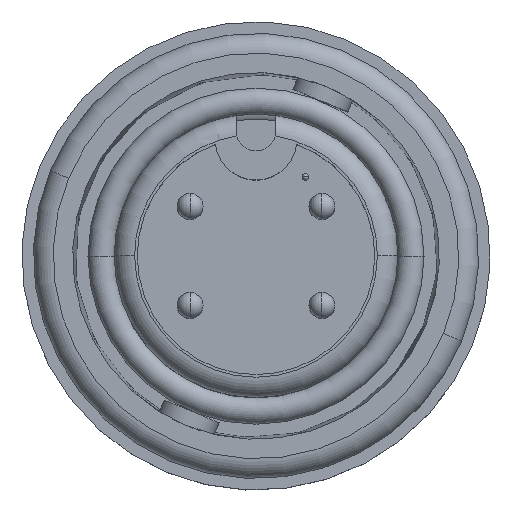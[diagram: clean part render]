
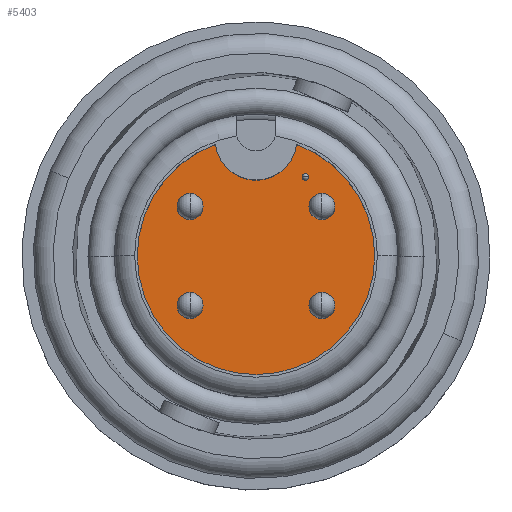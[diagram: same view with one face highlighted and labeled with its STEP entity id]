
A CAD part, top view. The second image highlights one B-rep face of the part: STEP entity #5403.
In plain terms, the highlighted planar face has unit normal (0, 0, 1).
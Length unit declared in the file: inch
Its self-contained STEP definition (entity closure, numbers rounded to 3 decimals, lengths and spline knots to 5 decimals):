
#368 = PLANE ( 'NONE',  #21126 ) ;
#369 = CARTESIAN_POINT ( 'NONE',  ( 0., 0.0945, 0.062 ) ) ;
#370 = DIRECTION ( 'NONE',  ( 0., 0., 1. ) ) ;
#371 = DIRECTION ( 'NONE',  ( 1., 0., 0. ) ) ;
#840 = CARTESIAN_POINT ( 'NONE',  ( -0.0615, 0.16917, 0.062 ) ) ;
#1568 = CARTESIAN_POINT ( 'NONE',  ( 0.1, -0.075, 0.062 ) ) ;
#1569 = DIRECTION ( 'NONE',  ( 0., 0., 1. ) ) ;
#1570 = DIRECTION ( 'NONE',  ( 1., 0., 0. ) ) ;
#1571 = CARTESIAN_POINT ( 'NONE',  ( 0.1, 0.075, 0.062 ) ) ;
#1572 = DIRECTION ( 'NONE',  ( 0., 0., 1. ) ) ;
#1573 = DIRECTION ( 'NONE',  ( 1., 0., 0. ) ) ;
#1574 = CARTESIAN_POINT ( 'NONE',  ( 0.075, 0.12, 0.062 ) ) ;
#1575 = DIRECTION ( 'NONE',  ( 0., 0., -1. ) ) ;
#1576 = DIRECTION ( 'NONE',  ( 1., 0., 0. ) ) ;
#1577 = CARTESIAN_POINT ( 'NONE',  ( -0.1, 0.075, 0.062 ) ) ;
#1578 = DIRECTION ( 'NONE',  ( 0., 0., 1. ) ) ;
#1579 = DIRECTION ( 'NONE',  ( 1., 0., 0. ) ) ;
#1580 = CARTESIAN_POINT ( 'NONE',  ( -0.1, -0.075, 0.062 ) ) ;
#1581 = DIRECTION ( 'NONE',  ( 0., 0., 1. ) ) ;
#1582 = DIRECTION ( 'NONE',  ( 1., 0., 0. ) ) ;
#1583 = CARTESIAN_POINT ( 'NONE',  ( 0., 0., 0.062 ) ) ;
#1584 = DIRECTION ( 'NONE',  ( 0., 0., 1. ) ) ;
#1585 = DIRECTION ( 'NONE',  ( 1., 0., 0. ) ) ;
#1586 = CARTESIAN_POINT ( 'NONE',  ( 0., 0.177, 0.062 ) ) ;
#1587 = DIRECTION ( 'NONE',  ( 0., 0., -1. ) ) ;
#1588 = DIRECTION ( 'NONE',  ( 1., 0., 0. ) ) ;
#2377 = AXIS2_PLACEMENT_3D ( 'NONE', #1568, #1569, #1570 ) ;
#2378 = AXIS2_PLACEMENT_3D ( 'NONE', #1571, #1572, #1573 ) ;
#2379 = AXIS2_PLACEMENT_3D ( 'NONE', #1574, #1575, #1576 ) ;
#2380 = AXIS2_PLACEMENT_3D ( 'NONE', #1577, #1578, #1579 ) ;
#2381 = AXIS2_PLACEMENT_3D ( 'NONE', #1580, #1581, #1582 ) ;
#2382 = AXIS2_PLACEMENT_3D ( 'NONE', #1583, #1584, #1585 ) ;
#2383 = AXIS2_PLACEMENT_3D ( 'NONE', #1586, #1587, #1588 ) ;
#2719 = EDGE_CURVE ( 'NONE', #3960, #3914, #6893, .T. ) ;
#2755 = EDGE_CURVE ( 'NONE', #3881, #3953, #6911, .T. ) ;
#2758 = EDGE_CURVE ( 'NONE', #3958, #3938, #6912, .T. ) ;
#2772 = EDGE_CURVE ( 'NONE', #3949, #3960, #6921, .T. ) ;
#2784 = EDGE_CURVE ( 'NONE', #3886, #3944, #6928, .T. ) ;
#2815 = EDGE_CURVE ( 'NONE', #3907, #3887, #6944, .T. ) ;
#2820 = EDGE_CURVE ( 'NONE', #3942, #3889, #6948, .T. ) ;
#3881 = VERTEX_POINT ( 'NONE', #10802 ) ;
#3886 = VERTEX_POINT ( 'NONE', #10807 ) ;
#3887 = VERTEX_POINT ( 'NONE', #10808 ) ;
#3889 = VERTEX_POINT ( 'NONE', #10810 ) ;
#3907 = VERTEX_POINT ( 'NONE', #10828 ) ;
#3914 = VERTEX_POINT ( 'NONE', #10835 ) ;
#3938 = VERTEX_POINT ( 'NONE', #10859 ) ;
#3942 = VERTEX_POINT ( 'NONE', #10863 ) ;
#3944 = VERTEX_POINT ( 'NONE', #10865 ) ;
#3949 = VERTEX_POINT ( 'NONE', #10870 ) ;
#3953 = VERTEX_POINT ( 'NONE', #10874 ) ;
#3958 = VERTEX_POINT ( 'NONE', #10879 ) ;
#3960 = VERTEX_POINT ( 'NONE', #10881 ) ;
#5403 = ADVANCED_FACE ( 'NONE', ( #21120, #21125, #21127, #21129, #21131, #21132 ), #368, .T. ) ;
#6212 = VERTEX_POINT ( 'NONE', #840 ) ;
#6818 = EDGE_CURVE ( 'NONE', #3944, #3886, #14894, .T. ) ;
#6819 = EDGE_CURVE ( 'NONE', #3889, #3942, #14895, .T. ) ;
#6820 = EDGE_CURVE ( 'NONE', #3887, #3907, #14896, .T. ) ;
#6821 = EDGE_CURVE ( 'NONE', #3938, #3958, #14897, .T. ) ;
#6822 = EDGE_CURVE ( 'NONE', #3953, #3881, #14898, .T. ) ;
#6823 = EDGE_CURVE ( 'NONE', #6212, #3949, #14899, .T. ) ;
#6824 = EDGE_CURVE ( 'NONE', #3914, #6212, #14900, .T. ) ;
#6893 = CIRCLE ( 'NONE', #8367, 0.18 ) ;
#6911 = CIRCLE ( 'NONE', #8387, 0.01974 ) ;
#6912 = CIRCLE ( 'NONE', #8393, 0.01974 ) ;
#6921 = CIRCLE ( 'NONE', #8407, 0.18 ) ;
#6928 = CIRCLE ( 'NONE', #8408, 0.01974 ) ;
#6944 = CIRCLE ( 'NONE', #8438, 0.005 ) ;
#6948 = CIRCLE ( 'NONE', #8445, 0.01974 ) ;
#7411 = ORIENTED_EDGE ( 'NONE', *, *, #2719, .T. ) ;
#7412 = ORIENTED_EDGE ( 'NONE', *, *, #6822, .F. ) ;
#7413 = ORIENTED_EDGE ( 'NONE', *, *, #2755, .F. ) ;
#7414 = ORIENTED_EDGE ( 'NONE', *, *, #6821, .F. ) ;
#7415 = ORIENTED_EDGE ( 'NONE', *, *, #2758, .F. ) ;
#7416 = ORIENTED_EDGE ( 'NONE', *, *, #6820, .T. ) ;
#7417 = ORIENTED_EDGE ( 'NONE', *, *, #2815, .T. ) ;
#7418 = ORIENTED_EDGE ( 'NONE', *, *, #6823, .T. ) ;
#7419 = ORIENTED_EDGE ( 'NONE', *, *, #6824, .T. ) ;
#7420 = ORIENTED_EDGE ( 'NONE', *, *, #2772, .T. ) ;
#7421 = ORIENTED_EDGE ( 'NONE', *, *, #2820, .F. ) ;
#7422 = ORIENTED_EDGE ( 'NONE', *, *, #6819, .F. ) ;
#7423 = ORIENTED_EDGE ( 'NONE', *, *, #6818, .F. ) ;
#7424 = ORIENTED_EDGE ( 'NONE', *, *, #2784, .F. ) ;
#7818 = EDGE_LOOP ( 'NONE', ( #7422, #7421 ) ) ;
#7821 = EDGE_LOOP ( 'NONE', ( #7418, #7420, #7411, #7419 ) ) ;
#7826 = EDGE_LOOP ( 'NONE', ( #7412, #7413 ) ) ;
#7832 = EDGE_LOOP ( 'NONE', ( #7414, #7415 ) ) ;
#7836 = EDGE_LOOP ( 'NONE', ( #7416, #7417 ) ) ;
#7837 = EDGE_LOOP ( 'NONE', ( #7423, #7424 ) ) ;
#8310 = CARTESIAN_POINT ( 'NONE',  ( 0., 0., 0.062 ) ) ;
#8311 = DIRECTION ( 'NONE',  ( 0., 0., 1. ) ) ;
#8312 = DIRECTION ( 'NONE',  ( 1., 0., 0. ) ) ;
#8367 = AXIS2_PLACEMENT_3D ( 'NONE', #8310, #8311, #8312 ) ;
#8387 = AXIS2_PLACEMENT_3D ( 'NONE', #9123, #9124, #9125 ) ;
#8393 = AXIS2_PLACEMENT_3D ( 'NONE', #9126, #9133, #9134 ) ;
#8407 = AXIS2_PLACEMENT_3D ( 'NONE', #9177, #9178, #9179 ) ;
#8408 = AXIS2_PLACEMENT_3D ( 'NONE', #9221, #9222, #9223 ) ;
#8438 = AXIS2_PLACEMENT_3D ( 'NONE', #9340, #9344, #9345 ) ;
#8445 = AXIS2_PLACEMENT_3D ( 'NONE', #9361, #9362, #9363 ) ;
#9123 = CARTESIAN_POINT ( 'NONE',  ( -0.1, -0.075, 0.062 ) ) ;
#9124 = DIRECTION ( 'NONE',  ( 0., 0., 1. ) ) ;
#9125 = DIRECTION ( 'NONE',  ( 1., 0., 0. ) ) ;
#9126 = CARTESIAN_POINT ( 'NONE',  ( -0.1, 0.075, 0.062 ) ) ;
#9133 = DIRECTION ( 'NONE',  ( 0., 0., 1. ) ) ;
#9134 = DIRECTION ( 'NONE',  ( 1., 0., 0. ) ) ;
#9177 = CARTESIAN_POINT ( 'NONE',  ( 0., 0., 0.062 ) ) ;
#9178 = DIRECTION ( 'NONE',  ( 0., 0., 1. ) ) ;
#9179 = DIRECTION ( 'NONE',  ( 1., 0., 0. ) ) ;
#9221 = CARTESIAN_POINT ( 'NONE',  ( 0.1, -0.075, 0.062 ) ) ;
#9222 = DIRECTION ( 'NONE',  ( 0., 0., 1. ) ) ;
#9223 = DIRECTION ( 'NONE',  ( 1., 0., 0. ) ) ;
#9340 = CARTESIAN_POINT ( 'NONE',  ( 0.075, 0.12, 0.062 ) ) ;
#9344 = DIRECTION ( 'NONE',  ( 0., 0., -1. ) ) ;
#9345 = DIRECTION ( 'NONE',  ( 1., 0., 0. ) ) ;
#9361 = CARTESIAN_POINT ( 'NONE',  ( 0.1, 0.075, 0.062 ) ) ;
#9362 = DIRECTION ( 'NONE',  ( 0., 0., 1. ) ) ;
#9363 = DIRECTION ( 'NONE',  ( 1., 0., 0. ) ) ;
#10802 = CARTESIAN_POINT ( 'NONE',  ( -0.08026, -0.075, 0.062 ) ) ;
#10807 = CARTESIAN_POINT ( 'NONE',  ( 0.11974, -0.075, 0.062 ) ) ;
#10808 = CARTESIAN_POINT ( 'NONE',  ( 0.08, 0.12, 0.062 ) ) ;
#10810 = CARTESIAN_POINT ( 'NONE',  ( 0.08026, 0.075, 0.062 ) ) ;
#10828 = CARTESIAN_POINT ( 'NONE',  ( 0.07, 0.12, 0.062 ) ) ;
#10835 = CARTESIAN_POINT ( 'NONE',  ( 0.0615, 0.16917, 0.062 ) ) ;
#10859 = CARTESIAN_POINT ( 'NONE',  ( -0.11974, 0.075, 0.062 ) ) ;
#10863 = CARTESIAN_POINT ( 'NONE',  ( 0.11974, 0.075, 0.062 ) ) ;
#10865 = CARTESIAN_POINT ( 'NONE',  ( 0.08026, -0.075, 0.062 ) ) ;
#10870 = CARTESIAN_POINT ( 'NONE',  ( -0.18, 0., 0.062 ) ) ;
#10874 = CARTESIAN_POINT ( 'NONE',  ( -0.11974, -0.075, 0.062 ) ) ;
#10879 = CARTESIAN_POINT ( 'NONE',  ( -0.08026, 0.075, 0.062 ) ) ;
#10881 = CARTESIAN_POINT ( 'NONE',  ( 0.18, 0., 0.062 ) ) ;
#14894 = CIRCLE ( 'NONE', #2377, 0.01974 ) ;
#14895 = CIRCLE ( 'NONE', #2378, 0.01974 ) ;
#14896 = CIRCLE ( 'NONE', #2379, 0.005 ) ;
#14897 = CIRCLE ( 'NONE', #2380, 0.01974 ) ;
#14898 = CIRCLE ( 'NONE', #2381, 0.01974 ) ;
#14899 = CIRCLE ( 'NONE', #2382, 0.18 ) ;
#14900 = CIRCLE ( 'NONE', #2383, 0.062 ) ;
#21120 = FACE_BOUND ( 'NONE', #7826, .T. ) ;
#21125 = FACE_BOUND ( 'NONE', #7832, .T. ) ;
#21126 = AXIS2_PLACEMENT_3D ( 'NONE', #369, #370, #371 ) ;
#21127 = FACE_BOUND ( 'NONE', #7836, .T. ) ;
#21129 = FACE_OUTER_BOUND ( 'NONE', #7821, .T. ) ;
#21131 = FACE_BOUND ( 'NONE', #7818, .T. ) ;
#21132 = FACE_BOUND ( 'NONE', #7837, .T. ) ;
